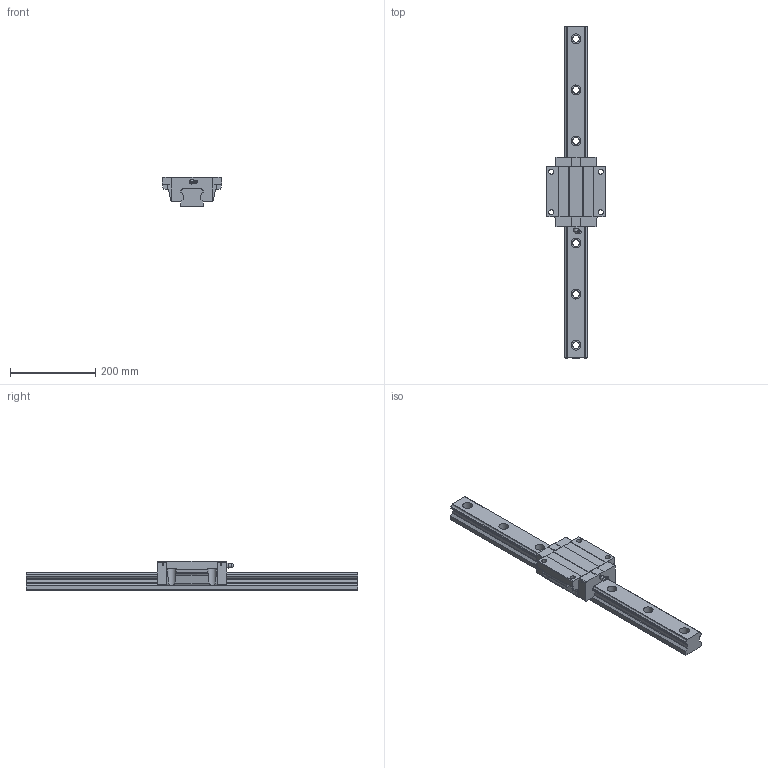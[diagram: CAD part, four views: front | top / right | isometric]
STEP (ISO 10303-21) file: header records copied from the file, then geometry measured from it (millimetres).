
FILE_DESCRIPTION(/* description */ ('Unknown'),/* implementation_level */ '2;1');
FILE_NAME(/* name */ 'H55FNUU1-780L30_30',/* time_stamp */ '2023-11-29T20:26:02+09:00',/* author */ ('Unknown'),/* organization */ ('Unknown'),/* preprocessor_version */ 'ST-DEVELOPER v18.102',/* originating_system */ 'Solid Edge',/* authorisation */ 'Unknown');
FILE_SCHEMA (('AUTOMOTIVE_DESIGN {1 0 10303 214 3 1 1}'));
Length unit declared in the file: millimetre
Products named in the file (4): thisAsm; H55_RAIL; B-PT1_8; H55FN_BLOCK
Assembly tree (3 placements, depth 2):
  thisAsm
    H55_RAIL
    B-PT1_8
    H55FN_BLOCK
Bounding box: 140 x 780 x 70 mm (x, y, z)
Volume: 2314911.4 mm3; surface area: 261451.4 mm2
Topology: 3 solids, 3 shells, 241 faces, 645 edges, 425 vertices
Faces by surface type: plane 134, cylinder 91, cone 12, torus 3, sphere 1
Full cylindrical faces by diameter (mm): 3.3 x4, 9.058 x2, 9.6 x1, 11.835 x4, 16 x7, 23 x7
Entity records: 8579 total; most frequent: CARTESIAN_POINT 1486, DIRECTION 1248, ORIENTED_EDGE 1212, EDGE_CURVE 606, AXIS2_PLACEMENT_3D 446, VERTEX_POINT 421, LINE 356, VECTOR 356
